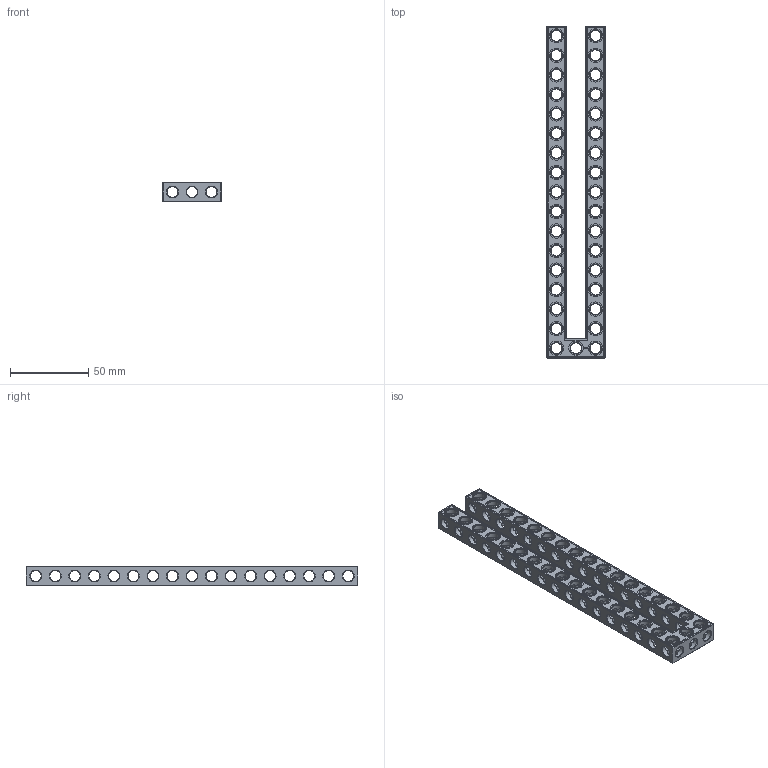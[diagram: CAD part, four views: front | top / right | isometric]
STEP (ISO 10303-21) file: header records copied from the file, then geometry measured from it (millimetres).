
FILE_DESCRIPTION(('FreeCAD Model'),'2;1');
FILE_NAME('Open CASCADE Shape Model','2022-02-22T23:33:05',( 'Paulo Kiefe'),('STEMFIE.org'),'Open CASCADE STEP processor 7.4', 'FreeCAD','Unknown');
FILE_SCHEMA(('AUTOMOTIVE_DESIGN { 1 0 10303 214 1 1 1 1 }'));
Products named in the file (1): Beam_AGD_ESS_USH_SYM_BU03x17x01_-_SPN-BEM-0316_(stemfie.org)
Bounding box: 37.5 x 212.5 x 12.5 mm (x, y, z)
Volume: 34212.2 mm3; surface area: 30554.6 mm2
Topology: 1 solids, 1 shells, 938 faces, 2827 edges, 1819 vertices
Faces by surface type: plane 411, cylinder 211, extrusion 174, cone 142
Full cylindrical faces by diameter (mm): 6.98 x36, 7 x140, 9.2 x35
Entity records: 226752 total; most frequent: CARTESIAN_POINT 174350, DIRECTION 8289, ORIENTED_EDGE 5654, PCURVE 5654, DEFINITIONAL_REPRESENTATION 5654, VECTOR 5392, LINE 5218, EDGE_CURVE 2827
